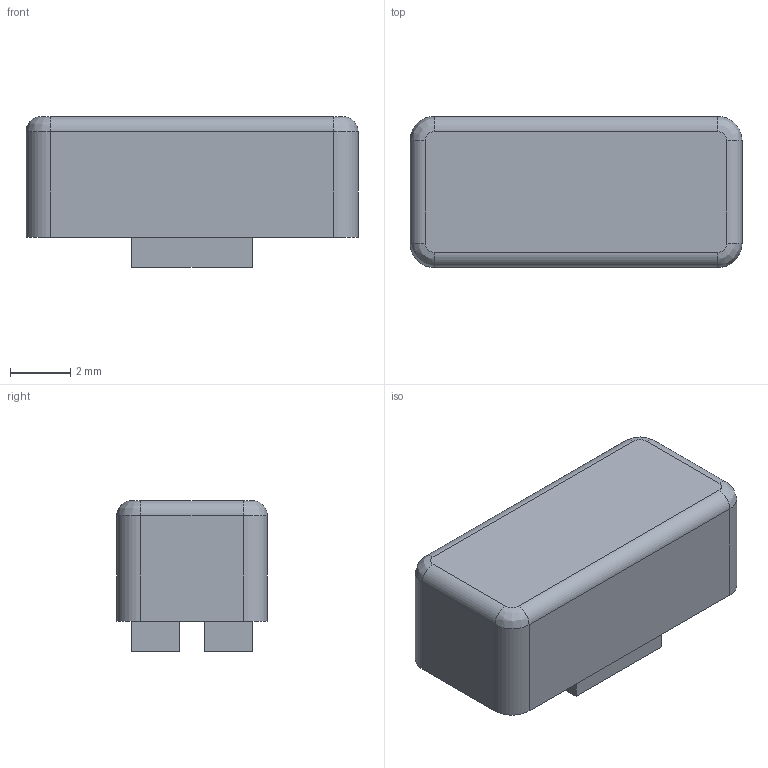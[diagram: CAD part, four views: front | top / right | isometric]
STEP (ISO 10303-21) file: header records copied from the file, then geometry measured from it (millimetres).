
FILE_DESCRIPTION((' '),'2;1');
FILE_NAME('5Jxxx.stp','2017-07-28T08:49:28',(' '),(' '),' ','ACIS',' ');
FILE_SCHEMA(('CONFIG_CONTROL_DESIGN'));
Length unit declared in the file: inch
Products named in the file (1): 5Jxxx.stp
Bounding box: 11 x 5 x 5 mm (x, y, z)
Volume: 98.2 mm3; surface area: 393.8 mm2
Topology: 1 solids, 1 shells, 53 faces, 132 edges, 84 vertices
Faces by surface type: plane 33, cylinder 16, bspline 4
Entity records: 1835 total; most frequent: CARTESIAN_POINT 446, DIRECTION 268, ORIENTED_EDGE 264, EDGE_CURVE 132, VECTOR 96, LINE 96, AXIS2_PLACEMENT_3D 86, VERTEX_POINT 84
